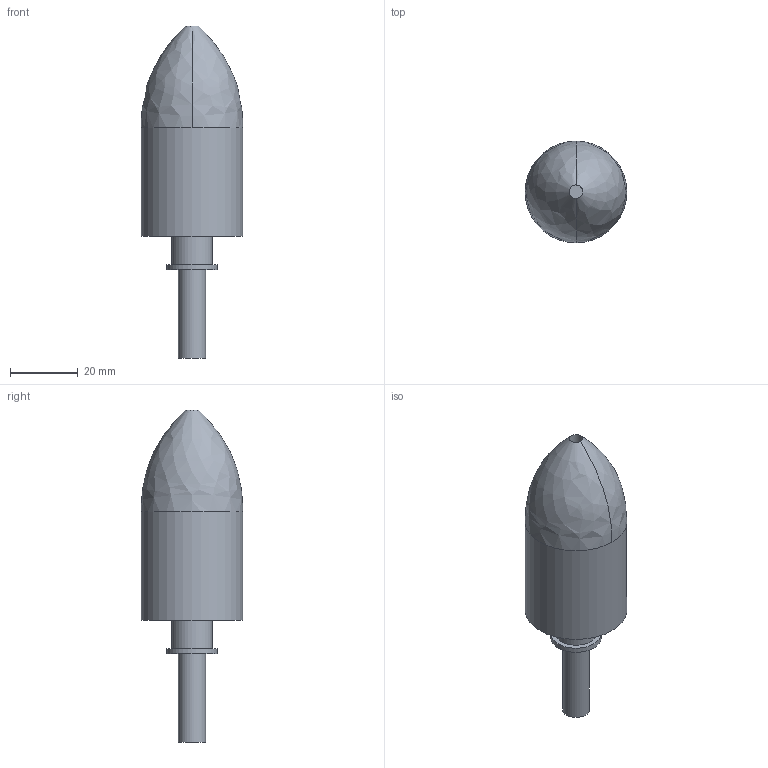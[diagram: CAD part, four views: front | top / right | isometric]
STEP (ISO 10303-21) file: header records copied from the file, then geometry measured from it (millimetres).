
FILE_DESCRIPTION(('STEP AP214'), '1');
FILE_NAME('Äâèãàòåëü', '', ('UNSPECIFIED'), ('UNSPECIFIED'), 'ASCON STEP Converter 1.6', 'ASCON Math Kernel', '');
FILE_SCHEMA(('AUTOMOTIVE_DESIGN { 1 0 10303 214 3 1 1}'));
Length unit declared in the file: millimetre
Products named in the file (1): Äâèãàòåëü
Bounding box: 30 x 30 x 98 mm (x, y, z)
Volume: 37888.3 mm3; surface area: 7433.9 mm2
Topology: 1 solids, 1 shells, 12 faces, 21 edges, 14 vertices
Faces by surface type: cylinder 5, plane 5, bspline 2
Full cylindrical faces by diameter (mm): 4 x1, 8 x1, 12 x1, 15 x1, 30 x1
Entity records: 590 total; most frequent: CARTESIAN_POINT 237, DIRECTION 46, ORIENTED_EDGE 32, AXIS2_PLACEMENT_3D 23, EDGE_LOOP 20, EDGE_CURVE 16, VERTEX_POINT 14, COLOUR_RGB 13
